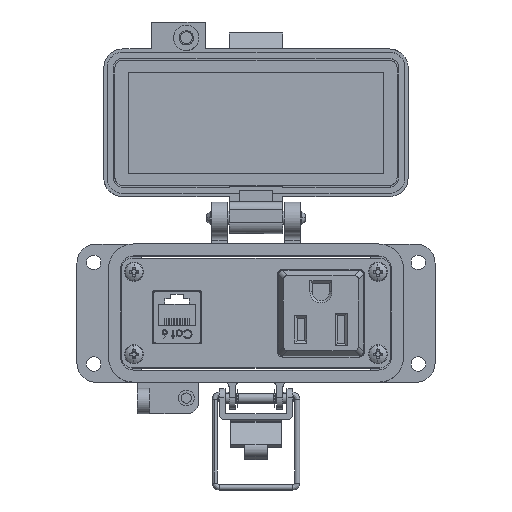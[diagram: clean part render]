
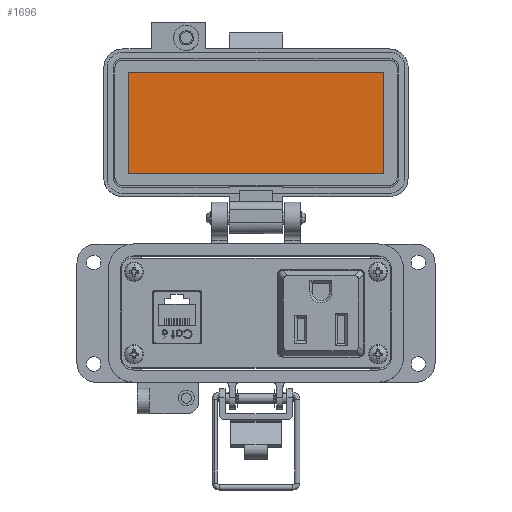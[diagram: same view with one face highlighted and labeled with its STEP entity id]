
A CAD part, top view. The second image highlights one B-rep face of the part: STEP entity #1696.
In plain terms, the highlighted planar face has unit normal (0, 0, 1).
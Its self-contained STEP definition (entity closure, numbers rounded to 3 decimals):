
#1598 = CARTESIAN_POINT ( 'NONE',  ( 40.25, 67.154, -25.55 ) ) ;
#1696 = ADVANCED_FACE ( 'NONE', ( #31295 ), #37118, .T. ) ;
#2572 = ORIENTED_EDGE ( 'NONE', *, *, #25426, .F. ) ;
#2595 = VERTEX_POINT ( 'NONE', #4029 ) ;
#3604 = EDGE_CURVE ( 'NONE', #30691, #2595, #21285, .T. ) ;
#3970 = VERTEX_POINT ( 'NONE', #21695 ) ;
#4029 = CARTESIAN_POINT ( 'NONE',  ( 40.25, 83.154, -25.55 ) ) ;
#7464 = EDGE_LOOP ( 'NONE', ( #17269, #24788, #2572, #31158 ) ) ;
#11796 = CARTESIAN_POINT ( 'NONE',  ( -40.25, 67.154, -25.55 ) ) ;
#14575 = LINE ( 'NONE', #11796, #23733 ) ;
#14974 = VECTOR ( 'NONE', #29870, 1000. ) ;
#16184 = LINE ( 'NONE', #22037, #14974 ) ;
#17269 = ORIENTED_EDGE ( 'NONE', *, *, #3604, .F. ) ;
#19699 = DIRECTION ( 'NONE',  ( 0., 1., 0. ) ) ;
#20088 = VECTOR ( 'NONE', #22190, 1000. ) ;
#21285 = LINE ( 'NONE', #34961, #20088 ) ;
#21695 = CARTESIAN_POINT ( 'NONE',  ( 40.25, 51.154, -25.55 ) ) ;
#22037 = CARTESIAN_POINT ( 'NONE',  ( 42., 51.154, -25.55 ) ) ;
#22190 = DIRECTION ( 'NONE',  ( 1., 0., 0. ) ) ;
#22343 = CARTESIAN_POINT ( 'NONE',  ( -40.25, 83.154, -25.55 ) ) ;
#23733 = VECTOR ( 'NONE', #19699, 1000. ) ;
#24788 = ORIENTED_EDGE ( 'NONE', *, *, #44757, .F. ) ;
#25426 = EDGE_CURVE ( 'NONE', #3970, #32197, #16184, .T. ) ;
#29870 = DIRECTION ( 'NONE',  ( -1., 0., 0. ) ) ;
#30691 = VERTEX_POINT ( 'NONE', #22343 ) ;
#31158 = ORIENTED_EDGE ( 'NONE', *, *, #38515, .F. ) ;
#31295 = FACE_OUTER_BOUND ( 'NONE', #7464, .T. ) ;
#31780 = AXIS2_PLACEMENT_3D ( 'NONE', #38542, #37467, #38330 ) ;
#32197 = VERTEX_POINT ( 'NONE', #36778 ) ;
#34196 = LINE ( 'NONE', #1598, #43446 ) ;
#34961 = CARTESIAN_POINT ( 'NONE',  ( -8.5, 83.154, -25.55 ) ) ;
#36778 = CARTESIAN_POINT ( 'NONE',  ( -40.25, 51.154, -25.55 ) ) ;
#37118 = PLANE ( 'NONE',  #31780 ) ;
#37467 = DIRECTION ( 'NONE',  ( 0., 0., 1. ) ) ;
#38330 = DIRECTION ( 'NONE',  ( 0., -1., 0. ) ) ;
#38515 = EDGE_CURVE ( 'NONE', #2595, #3970, #34196, .T. ) ;
#38542 = CARTESIAN_POINT ( 'NONE',  ( -8.5, 67.154, -25.55 ) ) ;
#43446 = VECTOR ( 'NONE', #48500, 1000. ) ;
#44757 = EDGE_CURVE ( 'NONE', #32197, #30691, #14575, .T. ) ;
#48500 = DIRECTION ( 'NONE',  ( 0., -1., 0. ) ) ;
